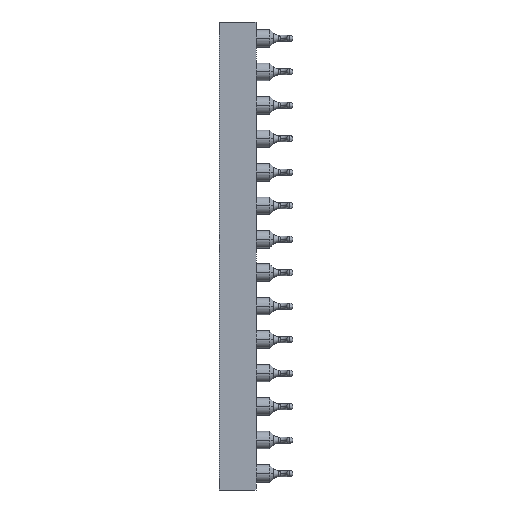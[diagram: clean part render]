
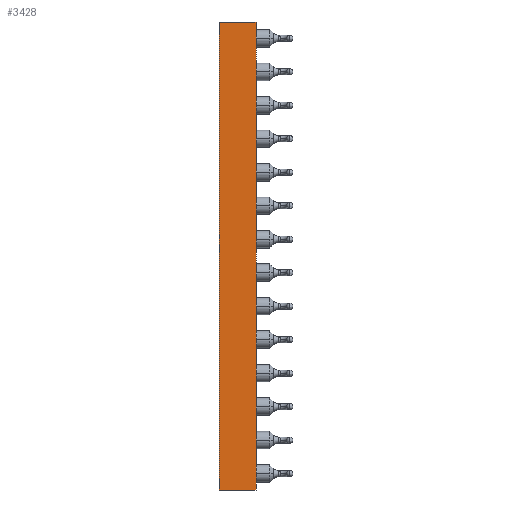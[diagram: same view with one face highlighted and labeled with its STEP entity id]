
A CAD part, left-side view. The second image highlights one B-rep face of the part: STEP entity #3428.
In plain terms, the highlighted planar face has unit normal (-1, 0, 0).
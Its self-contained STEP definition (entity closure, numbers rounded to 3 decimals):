
#3428=ADVANCED_FACE('',(#6956),#6957,.T.);
#6956=FACE_OUTER_BOUND('',#10493,.T.);
#6957=PLANE('',#10494);
#10493=EDGE_LOOP('',(#20255,#20256,#20257,#20258));
#10494=AXIS2_PLACEMENT_3D('',#20259,#20260,#20261);
#20255=ORIENTED_EDGE('',*,*,#24087,.T.);
#20256=ORIENTED_EDGE('',*,*,#24088,.F.);
#20257=ORIENTED_EDGE('',*,*,#24053,.T.);
#20258=ORIENTED_EDGE('',*,*,#24085,.T.);
#20259=CARTESIAN_POINT('',(-8.85,1.4,-17.75));
#20260=DIRECTION('',(-1.0,0.0,0.0));
#20261=DIRECTION('',(0.0,-1.0,0.0));
#24053=EDGE_CURVE('',#29406,#29404,#29407,.T.);
#24085=EDGE_CURVE('',#29404,#29451,#29453,.T.);
#24087=EDGE_CURVE('',#29451,#29455,#29456,.T.);
#24088=EDGE_CURVE('',#29406,#29455,#29457,.T.);
#29404=VERTEX_POINT('',#36675);
#29406=VERTEX_POINT('',#36678);
#29407=LINE('',#36679,#36680);
#29451=VERTEX_POINT('',#36746);
#29453=LINE('',#36749,#36750);
#29455=VERTEX_POINT('',#36752);
#29456=LINE('',#36753,#36754);
#29457=LINE('',#36755,#36756);
#36675=CARTESIAN_POINT('',(-8.85,0.,-17.75));
#36678=CARTESIAN_POINT('',(-8.85,2.8,-17.75));
#36679=CARTESIAN_POINT('',(-8.85,2.8,-17.75));
#36680=VECTOR('',#42382,1.0);
#36746=CARTESIAN_POINT('',(-8.85,0.,17.75));
#36749=CARTESIAN_POINT('',(-8.85,0.,-17.75));
#36750=VECTOR('',#42406,1.0);
#36752=CARTESIAN_POINT('',(-8.85,2.8,17.75));
#36753=CARTESIAN_POINT('',(-8.85,2.8,17.75));
#36754=VECTOR('',#42407,1.0);
#36755=CARTESIAN_POINT('',(-8.85,2.8,-17.75));
#36756=VECTOR('',#42408,1.0);
#42382=DIRECTION('',(0.0,-1.0,0.0));
#42406=DIRECTION('',(0.0,0.0,1.0));
#42407=DIRECTION('',(0.0,1.0,0.0));
#42408=DIRECTION('',(0.0,0.0,1.0));
